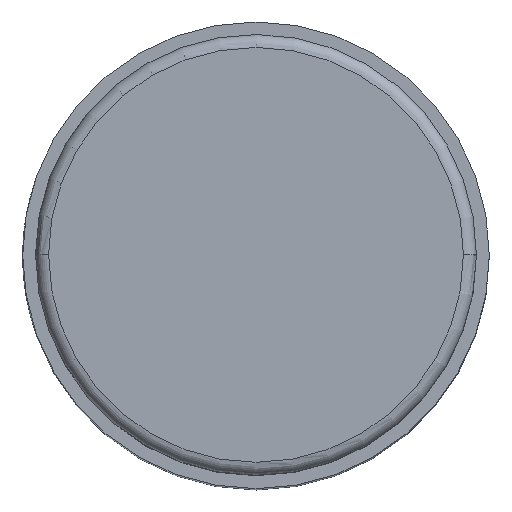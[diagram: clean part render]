
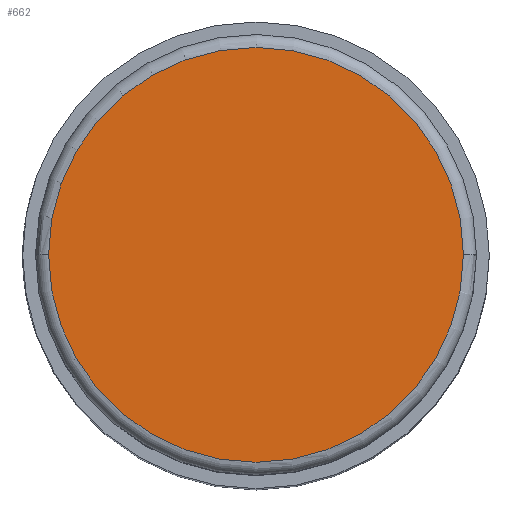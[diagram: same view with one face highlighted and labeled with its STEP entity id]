
A CAD part, top view. The second image highlights one B-rep face of the part: STEP entity #662.
In plain terms, the highlighted planar face has unit normal (0, 0, 1).
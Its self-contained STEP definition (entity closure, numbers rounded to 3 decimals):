
#79=CARTESIAN_POINT('',(0.,0.,0.));
#80=DIRECTION('',(0.,0.,-1.));
#81=DIRECTION('',(-1.,0.,0.));
#82=AXIS2_PLACEMENT_3D('',#79,#80,#81);
#88=CARTESIAN_POINT('',(0.,0.,0.));
#89=DIRECTION('',(0.,0.,-1.));
#90=DIRECTION('',(1.,0.,0.));
#91=AXIS2_PLACEMENT_3D('',#88,#89,#90);
#583=CARTESIAN_POINT('',(-8.,0.,0.));
#584=CARTESIAN_POINT('',(8.,0.,0.));
#585=VERTEX_POINT('',#583);
#586=VERTEX_POINT('',#584);
#651=CARTESIAN_POINT('',(0.,0.,0.));
#652=DIRECTION('',(0.,0.,1.));
#653=DIRECTION('',(1.,0.,0.));
#654=AXIS2_PLACEMENT_3D('',#651,#652,#653);
#655=PLANE('',#654);
#657=ORIENTED_EDGE('',*,*,#656,.T.);
#659=ORIENTED_EDGE('',*,*,#658,.T.);
#660=EDGE_LOOP('',(#657,#659));
#661=FACE_OUTER_BOUND('',#660,.F.);
#662=ADVANCED_FACE('',(#661),#655,.T.);
#83=CIRCLE('',#82,8.);
#92=CIRCLE('',#91,8.);
#656=EDGE_CURVE('',#585,#586,#83,.T.);
#658=EDGE_CURVE('',#586,#585,#92,.T.);
